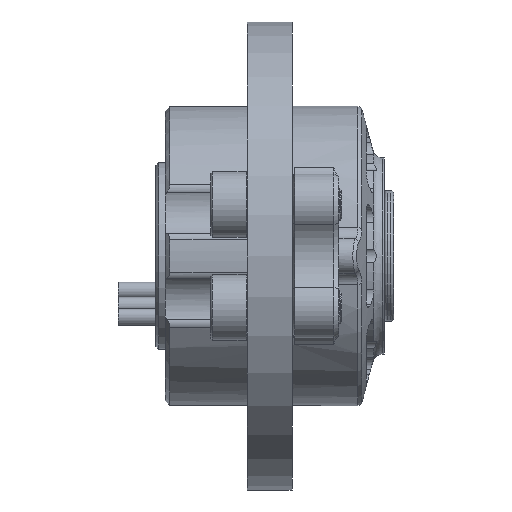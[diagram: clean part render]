
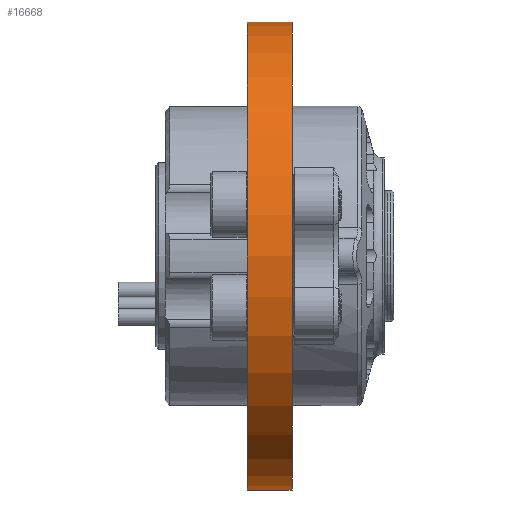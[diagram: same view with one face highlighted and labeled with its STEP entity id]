
A CAD part, front view. The second image highlights one B-rep face of the part: STEP entity #16668.
In plain terms, the highlighted cylindrical face has radius 25 mm (diameter 50 mm), a full revolution.
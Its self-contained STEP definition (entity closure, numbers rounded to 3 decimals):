
#1063 = CIRCLE ( 'NONE', #5878, 25. ) ;
#3344 = DIRECTION ( 'NONE',  ( -1., 0., 0. ) ) ;
#3797 = CARTESIAN_POINT ( 'NONE',  ( 2.381, 0., 0. ) ) ;
#4317 = EDGE_CURVE ( 'NONE', #10102, #10102, #1063, .T. ) ;
#5051 = DIRECTION ( 'NONE',  ( 0., 0., -1. ) ) ;
#5768 = CYLINDRICAL_SURFACE ( 'NONE', #9145, 25. ) ;
#5878 = AXIS2_PLACEMENT_3D ( 'NONE', #19973, #8638, #19653 ) ;
#6121 = ORIENTED_EDGE ( 'NONE', *, *, #14823, .F. ) ;
#6941 = VERTEX_POINT ( 'NONE', #25323 ) ;
#7341 = EDGE_LOOP ( 'NONE', ( #6121 ) ) ;
#8638 = DIRECTION ( 'NONE',  ( 1., 0., 0. ) ) ;
#9145 = AXIS2_PLACEMENT_3D ( 'NONE', #3797, #3344, #24342 ) ;
#9734 = DIRECTION ( 'NONE',  ( 1., 0., 0. ) ) ;
#10102 = VERTEX_POINT ( 'NONE', #17069 ) ;
#11986 = EDGE_LOOP ( 'NONE', ( #15550 ) ) ;
#12125 = CIRCLE ( 'NONE', #13589, 25. ) ;
#12137 = CARTESIAN_POINT ( 'NONE',  ( 2.381, 0., 0. ) ) ;
#13589 = AXIS2_PLACEMENT_3D ( 'NONE', #12137, #9734, #5051 ) ;
#14823 = EDGE_CURVE ( 'NONE', #6941, #6941, #12125, .T. ) ;
#15550 = ORIENTED_EDGE ( 'NONE', *, *, #4317, .T. ) ;
#16668 = ADVANCED_FACE ( 'NONE', ( #22382, #22220 ), #5768, .T. ) ;
#17069 = CARTESIAN_POINT ( 'NONE',  ( -2.381, 0., -25. ) ) ;
#19653 = DIRECTION ( 'NONE',  ( 0., 0., -1. ) ) ;
#19973 = CARTESIAN_POINT ( 'NONE',  ( -2.381, 0., 0. ) ) ;
#22220 = FACE_OUTER_BOUND ( 'NONE', #11986, .T. ) ;
#22382 = FACE_OUTER_BOUND ( 'NONE', #7341, .T. ) ;
#24342 = DIRECTION ( 'NONE',  ( 0., 0., 1. ) ) ;
#25323 = CARTESIAN_POINT ( 'NONE',  ( 2.381, 0., -25. ) ) ;
